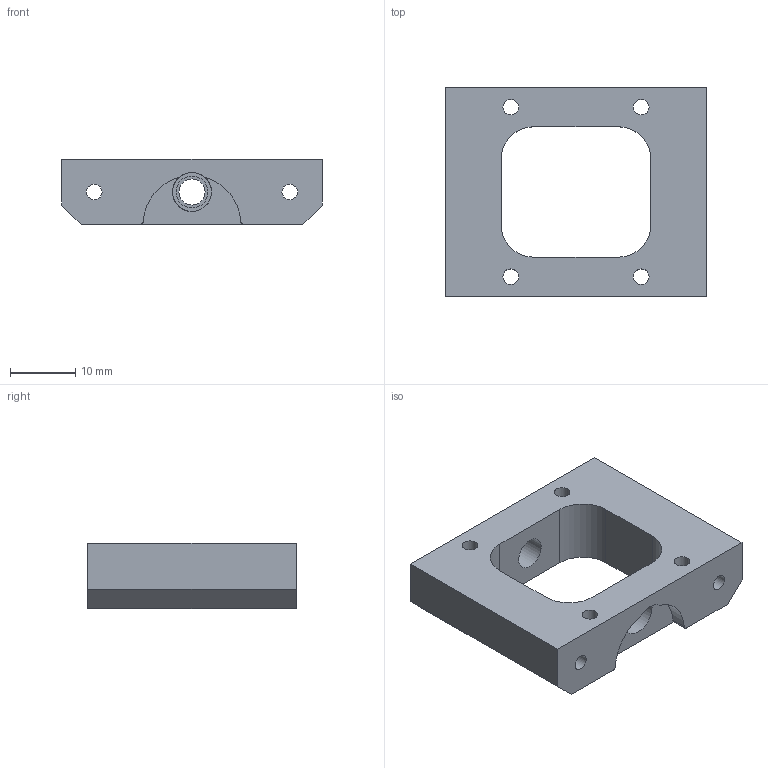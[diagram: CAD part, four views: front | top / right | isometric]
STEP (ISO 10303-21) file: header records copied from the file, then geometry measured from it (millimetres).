
FILE_DESCRIPTION(('FreeCAD Model'),'2;1');
FILE_NAME('PP-MP0309_tc_receiver.step','2019-10-09T12:40:18',( 'Author'),(''),'Open CASCADE STEP processor 7.3','FreeCAD','Unknown' );
FILE_SCHEMA(('AUTOMOTIVE_DESIGN { 1 0 10303 214 1 1 1 1 }'));
Length unit declared in the file: millimetre
Products named in the file (1): Fillet001
Bounding box: 40 x 32 x 10 mm (x, y, z)
Volume: 6740.3 mm3; surface area: 4851.6 mm2
Topology: 1 solids, 1 shells, 37 faces, 99 edges, 66 vertices
Faces by surface type: cylinder 19, plane 16, cone 2
Full cylindrical faces by diameter (mm): 2.4 x6, 4 x1, 4.1 x2, 4.89 x1, 6 x1
Entity records: 2569 total; most frequent: CARTESIAN_POINT 531, DIRECTION 385, LINE 205, VECTOR 205, ORIENTED_EDGE 198, PCURVE 198, DEFINITIONAL_REPRESENTATION 198, EDGE_CURVE 99
